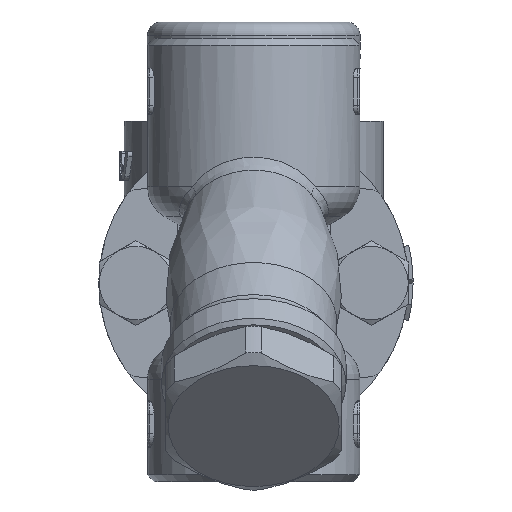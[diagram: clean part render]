
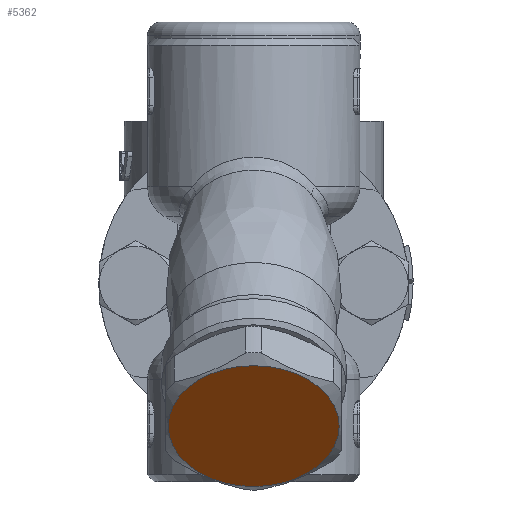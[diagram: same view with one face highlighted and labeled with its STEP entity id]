
A CAD part, left-side view. The second image highlights one B-rep face of the part: STEP entity #5362.
In plain terms, the highlighted planar face has unit normal (-0.707, 0, -0.707).
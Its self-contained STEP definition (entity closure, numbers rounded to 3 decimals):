
#384=PLANE('',#5757);
#528=FACE_OUTER_BOUND('',#873,.T.);
#873=EDGE_LOOP('',(#3655,#3656));
#1840=CIRCLE('',#5738,18.5);
#1841=CIRCLE('',#5739,18.5);
#2186=VERTEX_POINT('',#8064);
#2187=VERTEX_POINT('',#8066);
#2728=EDGE_CURVE('',#2187,#2186,#1840,.T.);
#2729=EDGE_CURVE('',#2186,#2187,#1841,.T.);
#3655=ORIENTED_EDGE('',*,*,#2728,.T.);
#3656=ORIENTED_EDGE('',*,*,#2729,.T.);
#5362=ADVANCED_FACE('',(#528),#384,.F.);
#5738=AXIS2_PLACEMENT_3D('',#8067,#6434,#6435);
#5739=AXIS2_PLACEMENT_3D('',#8068,#6436,#6437);
#5757=AXIS2_PLACEMENT_3D('',#8109,#6484,#6485);
#6434=DIRECTION('center_axis',(-0.707,0.,
-0.707));
#6435=DIRECTION('ref_axis',(0.707,0.,-0.707));
#6436=DIRECTION('center_axis',(-0.707,0.,
-0.707));
#6437=DIRECTION('ref_axis',(0.707,0.,-0.707));
#6484=DIRECTION('center_axis',(0.707,0.,0.707));
#6485=DIRECTION('ref_axis',(0.707,0.,-0.707));
#8064=CARTESIAN_POINT('',(-73.044,0.,-17.881));
#8066=CARTESIAN_POINT('',(-46.881,0.,-44.044));
#8067=CARTESIAN_POINT('Origin',(-59.963,0.,-30.963));
#8068=CARTESIAN_POINT('Origin',(-59.963,0.,-30.963));
#8109=CARTESIAN_POINT('Origin',(-59.963,0.,
-30.963));
